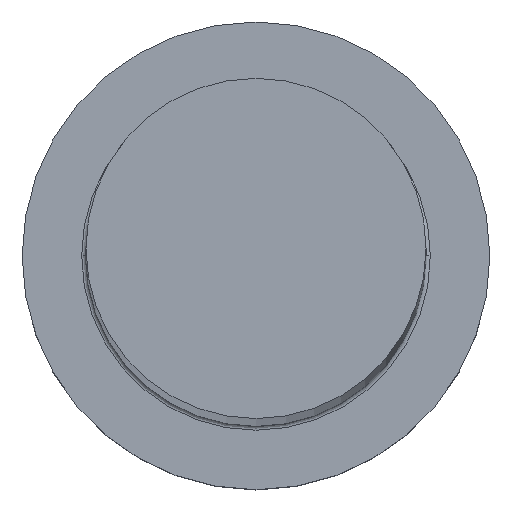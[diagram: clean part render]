
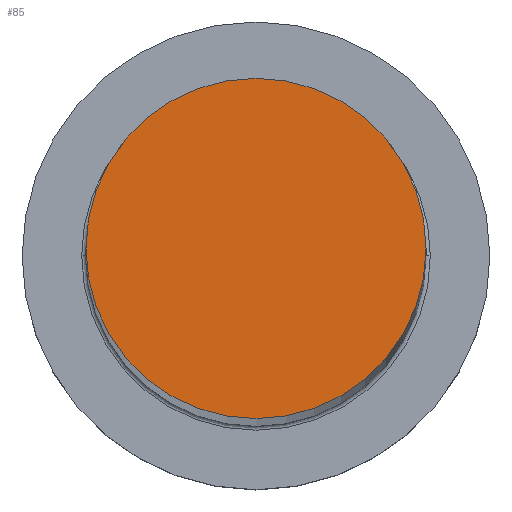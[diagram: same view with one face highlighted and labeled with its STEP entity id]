
A CAD part, top view. The second image highlights one B-rep face of the part: STEP entity #85.
In plain terms, the highlighted planar face has unit normal (0, 0, 1).
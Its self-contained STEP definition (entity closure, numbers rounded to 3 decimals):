
#9 = VERTEX_POINT ( 'NONE', #282 ) ;
#13 = VERTEX_POINT ( 'NONE', #284 ) ;
#21 = FACE_OUTER_BOUND ( 'NONE', #178, .T. ) ;
#31 = ORIENTED_EDGE ( 'NONE', *, *, #197, .T. ) ;
#51 = AXIS2_PLACEMENT_3D ( 'NONE', #238, #242, #243 ) ;
#56 = DIRECTION ( 'NONE',  ( 1., 0., 0. ) ) ;
#76 = DIRECTION ( 'NONE',  ( 0., 0., 1. ) ) ;
#85 = ADVANCED_FACE ( 'NONE', ( #21 ), #260, .T. ) ;
#99 = CIRCLE ( 'NONE', #304, 8. ) ;
#122 = AXIS2_PLACEMENT_3D ( 'NONE', #195, #147, #194 ) ;
#127 = CARTESIAN_POINT ( 'NONE',  ( 0., 0., 207. ) ) ;
#147 = DIRECTION ( 'NONE',  ( 0., 0., 1. ) ) ;
#178 = EDGE_LOOP ( 'NONE', ( #31, #206 ) ) ;
#194 = DIRECTION ( 'NONE',  ( 1., 0., 0. ) ) ;
#195 = CARTESIAN_POINT ( 'NONE',  ( 0., 0., 207. ) ) ;
#197 = EDGE_CURVE ( 'NONE', #13, #9, #99, .T. ) ;
#206 = ORIENTED_EDGE ( 'NONE', *, *, #305, .T. ) ;
#238 = CARTESIAN_POINT ( 'NONE',  ( 0., 0., 207. ) ) ;
#242 = DIRECTION ( 'NONE',  ( 0., 0., 1. ) ) ;
#243 = DIRECTION ( 'NONE',  ( 1., 0., 0. ) ) ;
#260 = PLANE ( 'NONE',  #51 ) ;
#276 = CIRCLE ( 'NONE', #122, 8. ) ;
#282 = CARTESIAN_POINT ( 'NONE',  ( 8., 0., 207. ) ) ;
#284 = CARTESIAN_POINT ( 'NONE',  ( -8., 0., 207. ) ) ;
#304 = AXIS2_PLACEMENT_3D ( 'NONE', #127, #76, #56 ) ;
#305 = EDGE_CURVE ( 'NONE', #9, #13, #276, .T. ) ;
